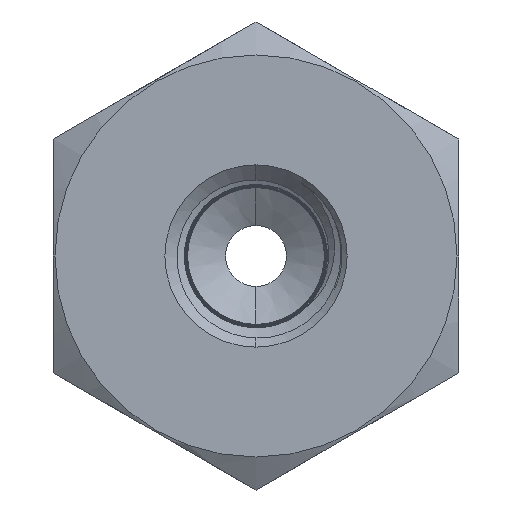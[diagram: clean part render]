
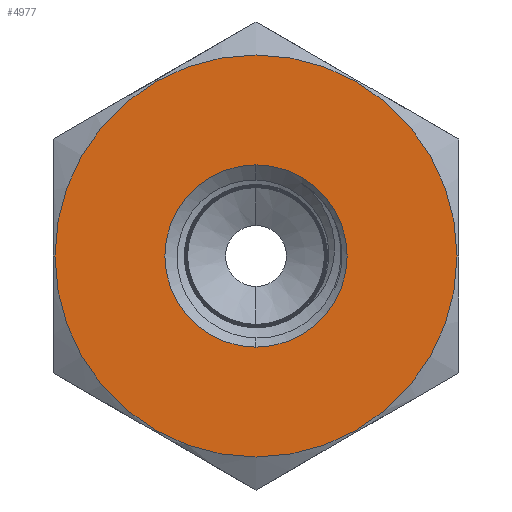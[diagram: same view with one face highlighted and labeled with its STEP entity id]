
A CAD part, left-side view. The second image highlights one B-rep face of the part: STEP entity #4977.
In plain terms, the highlighted planar face has unit normal (-1, 0, 0).
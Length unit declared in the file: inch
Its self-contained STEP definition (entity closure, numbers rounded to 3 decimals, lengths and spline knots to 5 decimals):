
#219 = ORIENTED_EDGE ( 'NONE', *, *, #8990, .F. ) ;
#318 = DIRECTION ( 'NONE',  ( 0., -1., 0. ) ) ;
#366 = CARTESIAN_POINT ( 'NONE',  ( -2., 0., 0. ) ) ;
#590 = CARTESIAN_POINT ( 'NONE',  ( -2., 0., 0. ) ) ;
#817 = ORIENTED_EDGE ( 'NONE', *, *, #1524, .F. ) ;
#1119 = CIRCLE ( 'NONE', #9142, 0.62 ) ;
#1473 = DIRECTION ( 'NONE',  ( 0., 1., 0. ) ) ;
#1524 = EDGE_CURVE ( 'NONE', #8592, #5169, #1119, .T. ) ;
#1760 = AXIS2_PLACEMENT_3D ( 'NONE', #9065, #7205, #6470 ) ;
#2065 = CIRCLE ( 'NONE', #6040, 0.281 ) ;
#2073 = ORIENTED_EDGE ( 'NONE', *, *, #6056, .F. ) ;
#2359 = DIRECTION ( 'NONE',  ( 1., 0., 0. ) ) ;
#2750 = EDGE_LOOP ( 'NONE', ( #7364, #817 ) ) ;
#3168 = CIRCLE ( 'NONE', #1760, 0.281 ) ;
#3680 = VERTEX_POINT ( 'NONE', #5595 ) ;
#3714 = EDGE_CURVE ( 'NONE', #5169, #8592, #9413, .T. ) ;
#3790 = CARTESIAN_POINT ( 'NONE',  ( -2., 0., 0. ) ) ;
#4399 = AXIS2_PLACEMENT_3D ( 'NONE', #366, #8221, #4683 ) ;
#4683 = DIRECTION ( 'NONE',  ( 0., 1., 0. ) ) ;
#4977 = ADVANCED_FACE ( 'NONE', ( #5866, #8739 ), #5539, .T. ) ;
#5105 = CARTESIAN_POINT ( 'NONE',  ( -2., 0., 0. ) ) ;
#5169 = VERTEX_POINT ( 'NONE', #5652 ) ;
#5478 = AXIS2_PLACEMENT_3D ( 'NONE', #3790, #9884, #318 ) ;
#5539 = PLANE ( 'NONE',  #5478 ) ;
#5560 = EDGE_LOOP ( 'NONE', ( #2073, #219 ) ) ;
#5595 = CARTESIAN_POINT ( 'NONE',  ( -2., 0., -0.281 ) ) ;
#5652 = CARTESIAN_POINT ( 'NONE',  ( -2., 0.62, 0. ) ) ;
#5866 = FACE_OUTER_BOUND ( 'NONE', #2750, .T. ) ;
#6040 = AXIS2_PLACEMENT_3D ( 'NONE', #5105, #11210, #10172 ) ;
#6056 = EDGE_CURVE ( 'NONE', #10344, #3680, #2065, .T. ) ;
#6470 = DIRECTION ( 'NONE',  ( 0., 0., 1. ) ) ;
#6580 = CARTESIAN_POINT ( 'NONE',  ( -2., -0.62, 0. ) ) ;
#6989 = CARTESIAN_POINT ( 'NONE',  ( -2., 0., 0.281 ) ) ;
#7205 = DIRECTION ( 'NONE',  ( -1., 0., 0. ) ) ;
#7364 = ORIENTED_EDGE ( 'NONE', *, *, #3714, .F. ) ;
#8221 = DIRECTION ( 'NONE',  ( 1., 0., 0. ) ) ;
#8592 = VERTEX_POINT ( 'NONE', #6580 ) ;
#8739 = FACE_BOUND ( 'NONE', #5560, .T. ) ;
#8990 = EDGE_CURVE ( 'NONE', #3680, #10344, #3168, .T. ) ;
#9065 = CARTESIAN_POINT ( 'NONE',  ( -2., 0., 0. ) ) ;
#9142 = AXIS2_PLACEMENT_3D ( 'NONE', #590, #2359, #1473 ) ;
#9413 = CIRCLE ( 'NONE', #4399, 0.62 ) ;
#9884 = DIRECTION ( 'NONE',  ( -1., 0., 0. ) ) ;
#10172 = DIRECTION ( 'NONE',  ( 0., 0., 1. ) ) ;
#10344 = VERTEX_POINT ( 'NONE', #6989 ) ;
#11210 = DIRECTION ( 'NONE',  ( -1., 0., 0. ) ) ;
